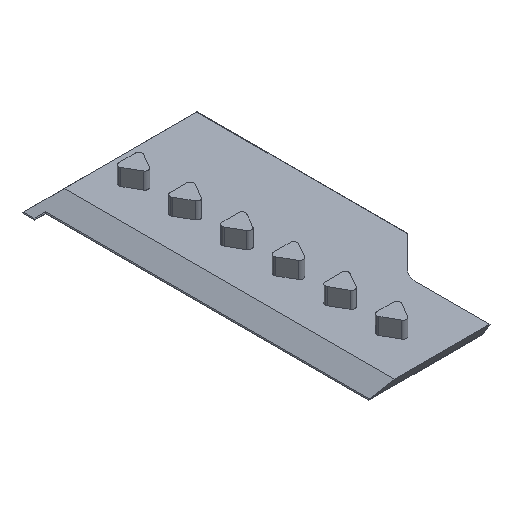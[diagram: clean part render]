
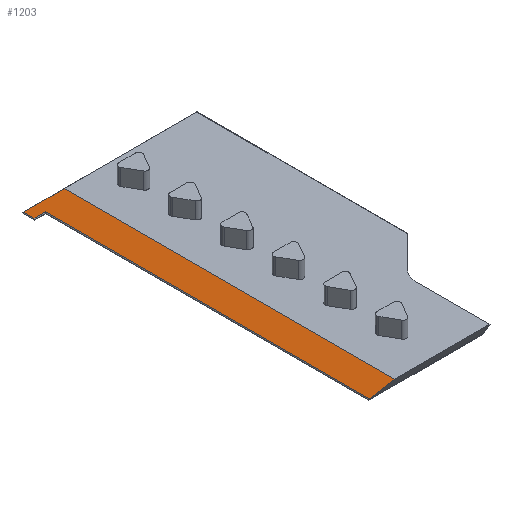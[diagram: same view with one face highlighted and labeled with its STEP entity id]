
A CAD part, isometric view. The second image highlights one B-rep face of the part: STEP entity #1203.
In plain terms, the highlighted planar face has unit normal (-0.5, 0, 0.866).
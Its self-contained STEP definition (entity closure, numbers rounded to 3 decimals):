
#119 = FACE_OUTER_BOUND ( 'NONE', #818, .T. ) ;
#163 = VECTOR ( 'NONE', #1329, 1000. ) ;
#235 = CARTESIAN_POINT ( 'NONE',  ( 7.336, 45.809, 33.103 ) ) ;
#278 = DIRECTION ( 'NONE',  ( 0.832, -0.277, 0.48 ) ) ;
#296 = EDGE_CURVE ( 'NONE', #332, #1299, #664, .T. ) ;
#298 = VECTOR ( 'NONE', #902, 1000. ) ;
#303 = EDGE_CURVE ( 'NONE', #1461, #1227, #1856, .T. ) ;
#332 = VERTEX_POINT ( 'NONE', #1621 ) ;
#360 = CARTESIAN_POINT ( 'NONE',  ( -36.144, -84., 8. ) ) ;
#362 = LINE ( 'NONE', #546, #163 ) ;
#365 = VERTEX_POINT ( 'NONE', #1094 ) ;
#415 = DIRECTION ( 'NONE',  ( 0.775, -0.447, 0.447 ) ) ;
#429 = AXIS2_PLACEMENT_3D ( 'NONE', #1497, #1095, #2069 ) ;
#455 = EDGE_CURVE ( 'NONE', #2294, #332, #362, .T. ) ;
#456 = VECTOR ( 'NONE', #2206, 1000. ) ;
#546 = CARTESIAN_POINT ( 'NONE',  ( -45.243, 0., 2.746 ) ) ;
#655 = CARTESIAN_POINT ( 'NONE',  ( -33.703, -84.813, 9.409 ) ) ;
#664 = LINE ( 'NONE', #655, #1249 ) ;
#681 = ORIENTED_EDGE ( 'NONE', *, *, #1891, .T. ) ;
#726 = PLANE ( 'NONE',  #429 ) ;
#818 = EDGE_LOOP ( 'NONE', ( #1323, #963, #681, #2354, #2456, #882 ) ) ;
#867 = DIRECTION ( 'NONE',  ( 0., -1., 0. ) ) ;
#882 = ORIENTED_EDGE ( 'NONE', *, *, #1099, .T. ) ;
#902 = DIRECTION ( 'NONE',  ( 0., 1., 0. ) ) ;
#963 = ORIENTED_EDGE ( 'NONE', *, *, #303, .T. ) ;
#1011 = VECTOR ( 'NONE', #867, 1000. ) ;
#1040 = CARTESIAN_POINT ( 'NONE',  ( -48.707, 83.254, 0.746 ) ) ;
#1051 = EDGE_CURVE ( 'NONE', #365, #1461, #2412, .T. ) ;
#1094 = CARTESIAN_POINT ( 'NONE',  ( -36.144, 76., 8. ) ) ;
#1095 = DIRECTION ( 'NONE',  ( -0.5, 0., 0.866 ) ) ;
#1099 = EDGE_CURVE ( 'NONE', #1299, #365, #1839, .T. ) ;
#1203 = ADVANCED_FACE ( 'NONE', ( #119 ), #726, .T. ) ;
#1227 = VERTEX_POINT ( 'NONE', #2454 ) ;
#1249 = VECTOR ( 'NONE', #278, 1000. ) ;
#1299 = VERTEX_POINT ( 'NONE', #360 ) ;
#1305 = CARTESIAN_POINT ( 'NONE',  ( -36.144, 0., 8. ) ) ;
#1323 = ORIENTED_EDGE ( 'NONE', *, *, #1051, .T. ) ;
#1329 = DIRECTION ( 'NONE',  ( 0., -1., 0. ) ) ;
#1441 = CARTESIAN_POINT ( 'NONE',  ( 9.098, 49.879, 34.121 ) ) ;
#1461 = VERTEX_POINT ( 'NONE', #1040 ) ;
#1497 = CARTESIAN_POINT ( 'NONE',  ( -12.5, 0., 21.651 ) ) ;
#1621 = CARTESIAN_POINT ( 'NONE',  ( -45.243, -80.967, 2.746 ) ) ;
#1771 = CARTESIAN_POINT ( 'NONE',  ( -45.243, 76.166, 2.746 ) ) ;
#1839 = LINE ( 'NONE', #1305, #298 ) ;
#1856 = LINE ( 'NONE', #2023, #1011 ) ;
#1891 = EDGE_CURVE ( 'NONE', #1227, #2294, #2341, .T. ) ;
#2023 = CARTESIAN_POINT ( 'NONE',  ( -48.707, 0., 0.746 ) ) ;
#2069 = DIRECTION ( 'NONE',  ( 0.866, 0., 0.5 ) ) ;
#2104 = VECTOR ( 'NONE', #415, 1000. ) ;
#2206 = DIRECTION ( 'NONE',  ( -0.775, 0.447, -0.447 ) ) ;
#2294 = VERTEX_POINT ( 'NONE', #1771 ) ;
#2341 = LINE ( 'NONE', #235, #2104 ) ;
#2354 = ORIENTED_EDGE ( 'NONE', *, *, #455, .T. ) ;
#2412 = LINE ( 'NONE', #1441, #456 ) ;
#2454 = CARTESIAN_POINT ( 'NONE',  ( -48.707, 78.166, 0.746 ) ) ;
#2456 = ORIENTED_EDGE ( 'NONE', *, *, #296, .T. ) ;
